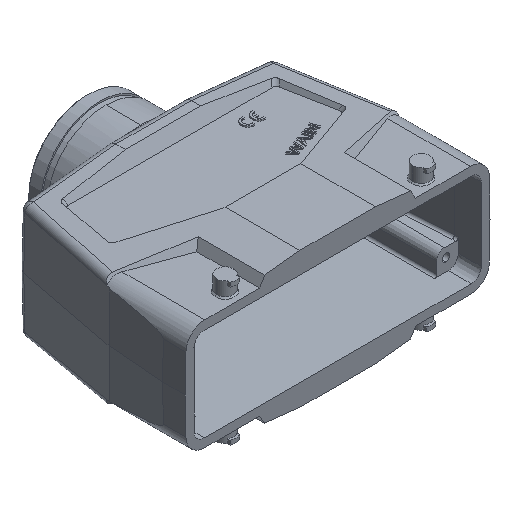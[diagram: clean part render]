
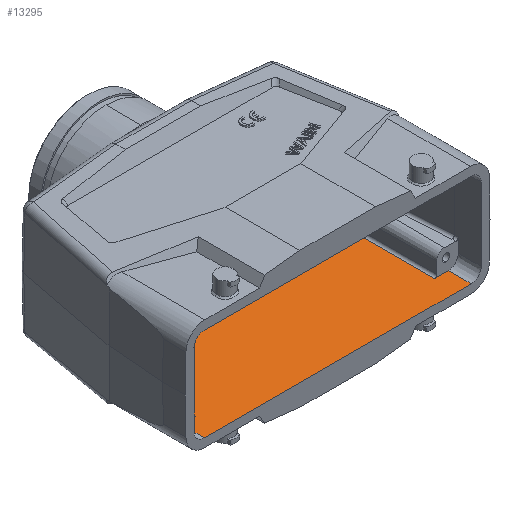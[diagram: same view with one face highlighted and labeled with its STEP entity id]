
A CAD part, isometric view. The second image highlights one B-rep face of the part: STEP entity #13295.
In plain terms, the highlighted planar face has unit normal (0, -0.011, 1).
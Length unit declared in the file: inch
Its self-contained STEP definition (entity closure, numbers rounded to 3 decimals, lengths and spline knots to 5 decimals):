
#3582=DIRECTION('',(0.,-1.,-0.01));
#3583=VECTOR('',#3582,0.35435);
#3584=CARTESIAN_POINT('',(-2.08661,0.,-0.72464));
#3585=LINE('',#3584,#3583);
#3842=DIRECTION('',(-1.,0.,0.));
#3843=VECTOR('',#3842,0.22244);
#3844=CARTESIAN_POINT('',(-1.86418,0.,-0.72464));
#3845=LINE('',#3844,#3843);
#3928=CARTESIAN_POINT('',(-1.86418,0.,-0.72464));
#3934=CARTESIAN_POINT('',(0.,2.46524,-0.69882));
#3935=CARTESIAN_POINT('',(0.00043,2.46525,
-0.69882));
#3936=CARTESIAN_POINT('',(0.0013,2.46534,
-0.69882));
#3937=CARTESIAN_POINT('',(0.00258,2.46567,
-0.69881));
#3938=CARTESIAN_POINT('',(0.00388,2.46622,
-0.69881));
#3939=CARTESIAN_POINT('',(0.0052,2.46703,
-0.6988));
#3940=CARTESIAN_POINT('',(0.00656,2.46812,
-0.69879));
#3941=CARTESIAN_POINT('',(0.00794,2.46951,
-0.69877));
#3942=CARTESIAN_POINT('',(0.00935,2.47117,
-0.69876));
#3943=CARTESIAN_POINT('',(0.01077,2.47311,
-0.69874));
#3944=CARTESIAN_POINT('',(0.01219,2.47536,
-0.69871));
#3945=CARTESIAN_POINT('',(0.0136,2.47789,
-0.69869));
#3946=CARTESIAN_POINT('',(0.01457,2.47975,
-0.69867));
#3947=CARTESIAN_POINT('',(0.01505,2.48073,
-0.69866));
#3949=DIRECTION('',(0.191,-0.982,-0.01));
#3950=VECTOR('',#3949,0.0633);
#3951=CARTESIAN_POINT('',(1.82677,2.48073,
-0.69866));
#3952=LINE('',#3951,#3950);
#3953=DIRECTION('',(0.01,-1.,-0.01));
#3954=VECTOR('',#3953,2.41885);
#3955=CARTESIAN_POINT('',(1.83885,2.41859,
-0.69931));
#3956=LINE('',#3955,#3954);
#3957=DIRECTION('',(1.,0.,0.));
#3958=VECTOR('',#3957,0.22244);
#3959=CARTESIAN_POINT('',(1.86418,0.,-0.72464));
#3960=LINE('',#3959,#3958);
#3961=DIRECTION('',(-1.,0.,0.));
#3962=VECTOR('',#3961,4.17323);
#3963=CARTESIAN_POINT('',(2.08661,-0.35433,
-0.72835));
#3964=LINE('',#3963,#3962);
#3965=DIRECTION('',(0.01,1.,0.01));
#3966=VECTOR('',#3965,2.41885);
#3967=CARTESIAN_POINT('',(-1.86418,0.,-0.72464));
#3968=LINE('',#3967,#3966);
#3969=DIRECTION('',(0.191,0.982,0.01));
#3970=VECTOR('',#3969,0.0633);
#3971=CARTESIAN_POINT('',(-1.83885,2.41859,
-0.69931));
#3972=LINE('',#3971,#3970);
#3973=CARTESIAN_POINT('',(-0.01505,2.48073,
-0.69866));
#3974=CARTESIAN_POINT('',(-0.01457,2.47975,
-0.69867));
#3975=CARTESIAN_POINT('',(-0.0136,2.4779,
-0.69869));
#3976=CARTESIAN_POINT('',(-0.01219,2.47536,
-0.69871));
#3977=CARTESIAN_POINT('',(-0.01077,2.47312,
-0.69874));
#3978=CARTESIAN_POINT('',(-0.00936,2.47117,
-0.69876));
#3979=CARTESIAN_POINT('',(-0.00794,2.46951,
-0.69877));
#3980=CARTESIAN_POINT('',(-0.00656,2.46812,
-0.69879));
#3981=CARTESIAN_POINT('',(-0.00521,2.46703,
-0.6988));
#3982=CARTESIAN_POINT('',(-0.00388,2.46622,
-0.69881));
#3983=CARTESIAN_POINT('',(-0.00258,2.46567,
-0.69881));
#3984=CARTESIAN_POINT('',(-0.0013,2.46534,
-0.69882));
#3985=CARTESIAN_POINT('',(-0.00043,2.46525,
-0.69882));
#3986=CARTESIAN_POINT('',(0.,2.46524,-0.69882));
#4174=DIRECTION('',(-1.,0.,0.));
#4175=VECTOR('',#4174,1.81171);
#4176=CARTESIAN_POINT('',(-0.01505,2.48073,
-0.69866));
#4177=LINE('',#4176,#4175);
#4653=DIRECTION('',(0.,1.,0.01));
#4654=VECTOR('',#4653,0.35435);
#4655=CARTESIAN_POINT('',(2.08661,-0.35433,
-0.72835));
#4656=LINE('',#4655,#4654);
#4722=DIRECTION('',(-1.,0.,0.));
#4723=VECTOR('',#4722,1.81171);
#4724=CARTESIAN_POINT('',(1.82677,2.48073,
-0.69866));
#4725=LINE('',#4724,#4723);
#6384=CARTESIAN_POINT('',(-2.08661,-0.35433,
-0.72835));
#6386=VERTEX_POINT('',#6384);
#6387=CARTESIAN_POINT('',(2.08661,-0.35433,
-0.72835));
#6388=VERTEX_POINT('',#6387);
#6401=CARTESIAN_POINT('',(-2.08661,0.,-0.72464));
#6402=VERTEX_POINT('',#6401);
#6444=CARTESIAN_POINT('',(-1.82677,2.48073,
-0.69866));
#6445=VERTEX_POINT('',#6444);
#6446=CARTESIAN_POINT('',(-1.83885,2.41859,
-0.69931));
#6447=VERTEX_POINT('',#6446);
#6464=VERTEX_POINT('',#3928);
#6469=VERTEX_POINT('',#3934);
#6470=VERTEX_POINT('',#3947);
#6471=CARTESIAN_POINT('',(1.82677,2.48073,
-0.69866));
#6472=VERTEX_POINT('',#6471);
#6473=CARTESIAN_POINT('',(1.83885,2.41859,
-0.69931));
#6474=VERTEX_POINT('',#6473);
#6475=CARTESIAN_POINT('',(1.86418,0.,-0.72464));
#6476=VERTEX_POINT('',#6475);
#6477=CARTESIAN_POINT('',(2.08661,0.,-0.72464));
#6478=VERTEX_POINT('',#6477);
#6479=CARTESIAN_POINT('',(-0.01505,2.48073,
-0.69866));
#6480=VERTEX_POINT('',#6479);
#13267=CARTESIAN_POINT('',(0.,-0.35433,-0.72835));
#13268=DIRECTION('',(0.,-0.01,1.));
#13269=DIRECTION('',(0.,-1.,-0.01));
#13270=AXIS2_PLACEMENT_3D('',#13267,#13268,#13269);
#13271=PLANE('',#13270);
#13273=ORIENTED_EDGE('',*,*,#13272,.T.);
#13275=ORIENTED_EDGE('',*,*,#13274,.F.);
#13277=ORIENTED_EDGE('',*,*,#13276,.T.);
#13279=ORIENTED_EDGE('',*,*,#13278,.T.);
#13281=ORIENTED_EDGE('',*,*,#13280,.T.);
#13283=ORIENTED_EDGE('',*,*,#13282,.F.);
#13284=ORIENTED_EDGE('',*,*,#9542,.T.);
#13285=ORIENTED_EDGE('',*,*,#12706,.F.);
#13286=ORIENTED_EDGE('',*,*,#13199,.F.);
#13287=ORIENTED_EDGE('',*,*,#13261,.T.);
#13288=ORIENTED_EDGE('',*,*,#12988,.T.);
#13290=ORIENTED_EDGE('',*,*,#13289,.F.);
#13292=ORIENTED_EDGE('',*,*,#13291,.T.);
#13293=EDGE_LOOP('',(#13273,#13275,#13277,#13279,#13281,#13283,#13284,#13285,
#13286,#13287,#13288,#13290,#13292));
#13294=FACE_OUTER_BOUND('',#13293,.F.);
#13295=ADVANCED_FACE('',(#13294),#13271,.T.);
#3948=B_SPLINE_CURVE_WITH_KNOTS('',3,(#3934,#3935,#3936,#3937,#3938,#3939,#3940,
#3941,#3942,#3943,#3944,#3945,#3946,#3947),.UNSPECIFIED.,.F.,.F.,(4,1,1,1,1,1,1,
1,1,1,1,4),(0.,0.09091,0.18182,0.27273,
0.36364,0.45455,0.54545,0.63636,
0.72727,0.81818,0.90909,1.),.UNSPECIFIED.);
#3987=B_SPLINE_CURVE_WITH_KNOTS('',3,(#3973,#3974,#3975,#3976,#3977,#3978,#3979,
#3980,#3981,#3982,#3983,#3984,#3985,#3986),.UNSPECIFIED.,.F.,.F.,(4,1,1,1,1,1,1,
1,1,1,1,4),(0.,0.09091,0.18182,0.27273,
0.36364,0.45455,0.54545,0.63636,
0.72727,0.81818,0.90909,1.),.UNSPECIFIED.);
#9542=EDGE_CURVE('',#6388,#6386,#3964,.T.);
#12706=EDGE_CURVE('',#6402,#6386,#3585,.T.);
#12988=EDGE_CURVE('',#6447,#6445,#3972,.T.);
#13199=EDGE_CURVE('',#6464,#6402,#3845,.T.);
#13261=EDGE_CURVE('',#6464,#6447,#3968,.T.);
#13272=EDGE_CURVE('',#6469,#6470,#3948,.T.);
#13274=EDGE_CURVE('',#6472,#6470,#4725,.T.);
#13276=EDGE_CURVE('',#6472,#6474,#3952,.T.);
#13278=EDGE_CURVE('',#6474,#6476,#3956,.T.);
#13280=EDGE_CURVE('',#6476,#6478,#3960,.T.);
#13282=EDGE_CURVE('',#6388,#6478,#4656,.T.);
#13289=EDGE_CURVE('',#6480,#6445,#4177,.T.);
#13291=EDGE_CURVE('',#6480,#6469,#3987,.T.);
